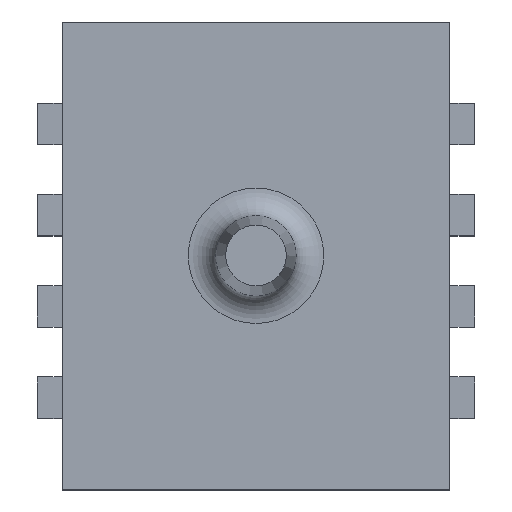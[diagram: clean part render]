
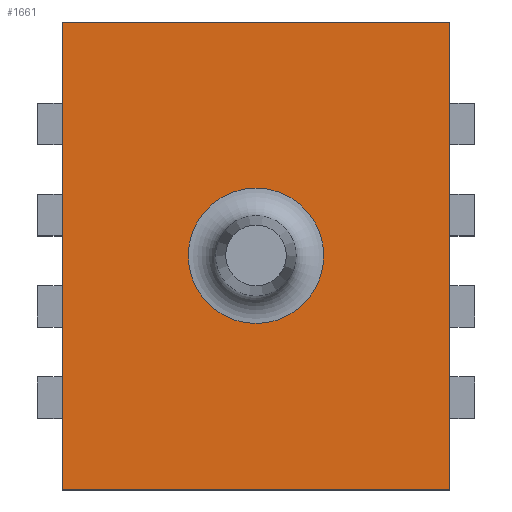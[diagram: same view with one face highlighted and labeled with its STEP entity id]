
A CAD part, top view. The second image highlights one B-rep face of the part: STEP entity #1661.
In plain terms, the highlighted planar face has unit normal (0, 0, 1).
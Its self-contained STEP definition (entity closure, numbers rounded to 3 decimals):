
#16=FACE_BOUND('',#114,.T.);
#17=CIRCLE('',#1771,2.449);
#18=CIRCLE('',#1772,2.449);
#24=FACE_OUTER_BOUND('',#113,.T.);
#113=EDGE_LOOP('',(#1079,#1080,#1081,#1082));
#114=EDGE_LOOP('',(#1083,#1084));
#203=LINE('',#2301,#440);
#204=LINE('',#2303,#441);
#205=LINE('',#2305,#442);
#206=LINE('',#2306,#443);
#440=VECTOR('',#1870,16.9);
#441=VECTOR('',#1871,14.);
#442=VECTOR('',#1872,16.9);
#443=VECTOR('',#1873,14.);
#677=VERTEX_POINT('',#2299);
#678=VERTEX_POINT('',#2300);
#679=VERTEX_POINT('',#2302);
#680=VERTEX_POINT('',#2304);
#681=VERTEX_POINT('',#2307);
#682=VERTEX_POINT('',#2308);
#835=EDGE_CURVE('',#677,#678,#203,.T.);
#836=EDGE_CURVE('',#678,#679,#204,.T.);
#837=EDGE_CURVE('',#679,#680,#205,.T.);
#838=EDGE_CURVE('',#680,#677,#206,.T.);
#839=EDGE_CURVE('',#681,#682,#17,.T.);
#840=EDGE_CURVE('',#682,#681,#18,.T.);
#1079=ORIENTED_EDGE('',*,*,#835,.T.);
#1080=ORIENTED_EDGE('',*,*,#836,.T.);
#1081=ORIENTED_EDGE('',*,*,#837,.T.);
#1082=ORIENTED_EDGE('',*,*,#838,.T.);
#1083=ORIENTED_EDGE('',*,*,#839,.T.);
#1084=ORIENTED_EDGE('',*,*,#840,.T.);
#1567=PLANE('',#1770);
#1661=ADVANCED_FACE('',(#24,#16),#1567,.F.);
#1770=AXIS2_PLACEMENT_3D('',#2298,#1868,#1869);
#1771=AXIS2_PLACEMENT_3D('',#2309,#1874,#1875);
#1772=AXIS2_PLACEMENT_3D('',#2310,#1876,#1877);
#1868=DIRECTION('center_axis',(0.,0.,-1.));
#1869=DIRECTION('ref_axis',(-1.,0.,0.));
#1870=DIRECTION('',(0.,-1.,0.));
#1871=DIRECTION('',(1.,0.,0.));
#1872=DIRECTION('',(0.,1.,0.));
#1873=DIRECTION('',(-1.,0.,0.));
#1874=DIRECTION('center_axis',(0.,0.,-1.));
#1875=DIRECTION('ref_axis',(-1.,0.,0.));
#1876=DIRECTION('center_axis',(0.,0.,-1.));
#1877=DIRECTION('ref_axis',(-1.,0.,0.));
#2298=CARTESIAN_POINT('Origin',(-7.,8.45,9.));
#2299=CARTESIAN_POINT('',(-7.,8.45,9.));
#2300=CARTESIAN_POINT('',(-7.,-8.45,9.));
#2301=CARTESIAN_POINT('',(-7.,8.45,9.));
#2302=CARTESIAN_POINT('',(7.,-8.45,9.));
#2303=CARTESIAN_POINT('',(-7.,-8.45,9.));
#2304=CARTESIAN_POINT('',(7.,8.45,9.));
#2305=CARTESIAN_POINT('',(7.,-8.45,9.));
#2306=CARTESIAN_POINT('',(7.,8.45,9.));
#2307=CARTESIAN_POINT('',(-2.449,0.,9.));
#2308=CARTESIAN_POINT('',(2.449,0.,9.));
#2309=CARTESIAN_POINT('Origin',(0.,0.,9.));
#2310=CARTESIAN_POINT('Origin',(0.,0.,9.));
